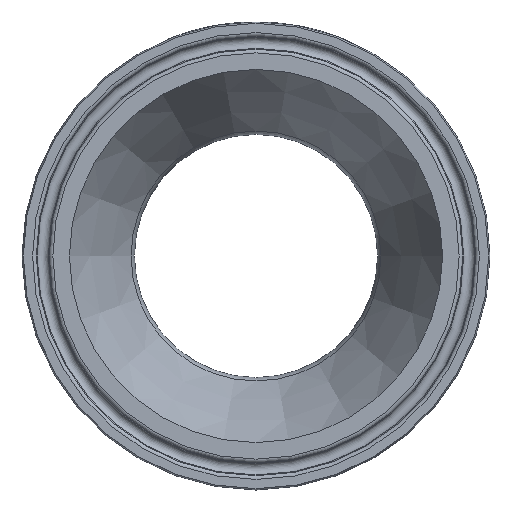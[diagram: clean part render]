
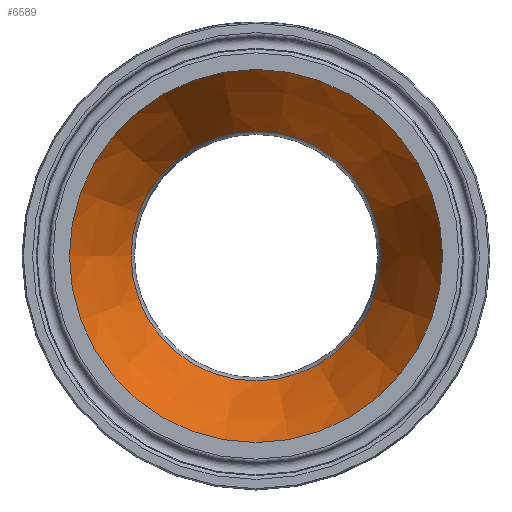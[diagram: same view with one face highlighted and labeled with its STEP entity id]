
A CAD part, left-side view. The second image highlights one B-rep face of the part: STEP entity #6589.
In plain terms, the highlighted conical face has half-angle 26.565 degrees and reference radius 30.099 mm.
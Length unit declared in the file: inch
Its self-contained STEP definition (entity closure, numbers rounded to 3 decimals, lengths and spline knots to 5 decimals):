
#14=CONICAL_SURFACE('',#6979,1.185,26.565);
#101=FACE_BOUND('',#1200,.T.);
#795=FACE_OUTER_BOUND('',#1199,.T.);
#1199=EDGE_LOOP('',(#6137));
#1200=EDGE_LOOP('',(#6138));
#1721=CIRCLE('',#6976,0.96139);
#1723=CIRCLE('',#6980,1.435);
#3245=VERTEX_POINT('',#14515);
#3247=VERTEX_POINT('',#14521);
#4217=EDGE_CURVE('',#3245,#3245,#1721,.T.);
#4219=EDGE_CURVE('',#3247,#3247,#1723,.T.);
#6137=ORIENTED_EDGE('',*,*,#4219,.F.);
#6138=ORIENTED_EDGE('',*,*,#4217,.F.);
#6589=ADVANCED_FACE('',(#795,#101),#14,.F.);
#6976=AXIS2_PLACEMENT_3D('',#14516,#8179,#8180);
#6979=AXIS2_PLACEMENT_3D('',#14520,#8185,#8186);
#6980=AXIS2_PLACEMENT_3D('',#14522,#8187,#8188);
#8179=DIRECTION('center_axis',(-1.,0.,0.));
#8180=DIRECTION('ref_axis',(0.,-1.,0.));
#8185=DIRECTION('center_axis',(-1.,0.,0.));
#8186=DIRECTION('ref_axis',(0.,1.,0.));
#8187=DIRECTION('center_axis',(1.,0.,0.));
#8188=DIRECTION('ref_axis',(0.,1.,0.));
#14515=CARTESIAN_POINT('',(0.94721,0.96139,0.));
#14516=CARTESIAN_POINT('Origin',(0.94721,0.,
0.));
#14520=CARTESIAN_POINT('Origin',(0.5,0.,0.));
#14521=CARTESIAN_POINT('',(0.,1.435,0.));
#14522=CARTESIAN_POINT('Origin',(0.,0.,
0.));
